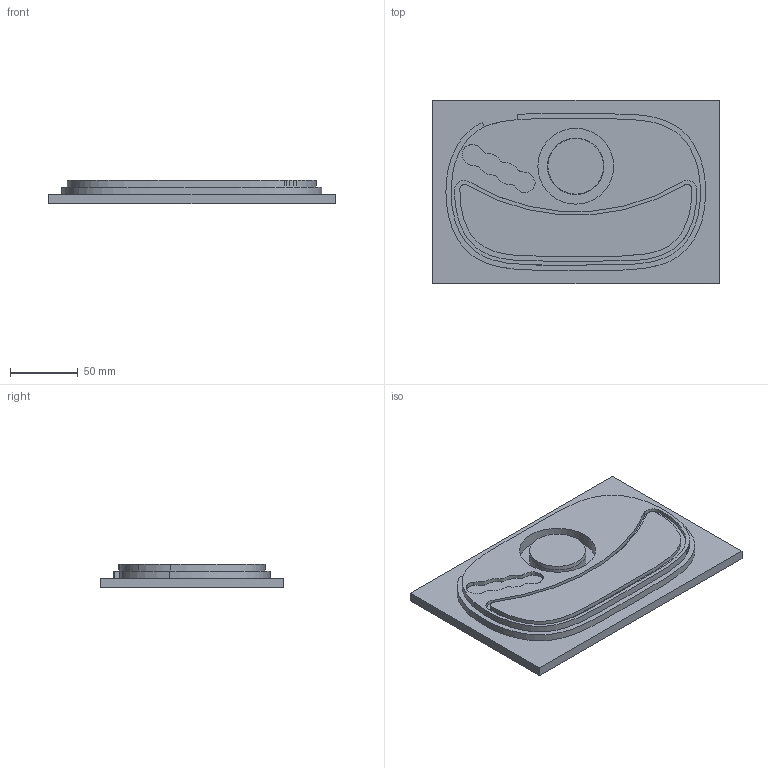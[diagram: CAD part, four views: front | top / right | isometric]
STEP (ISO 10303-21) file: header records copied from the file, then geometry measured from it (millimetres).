
FILE_DESCRIPTION(/* description */ (''),/* implementation_level */ '2;1');
FILE_NAME(/* name */ 'Stylish Belt Synth V4 Wood CNC Top Fixturing Jig.step',/* time_stamp */ '2019-07-12T00:09:10-07:00',/* author */ (''),/* organization */ (''),/* preprocessor_version */ 'ST-DEVELOPER v18',/* originating_system */ 'Autodesk Translation Framework v8.2.0.1029',/* authorisation */ '');
FILE_SCHEMA (('AUTOMOTIVE_DESIGN { 1 0 10303 214 3 1 1 }'));
Length unit declared in the file: millimetre
Products named in the file (2): Front; FrontFixtureJig
Assembly tree (1 placements, depth 2):
  Front
    FrontFixtureJig
Bounding box: 211.35 x 135.24 x 17.35 mm (x, y, z)
Volume: 374653.6 mm3; surface area: 72917.4 mm2
Topology: 1 solids, 1 shells, 60 faces, 156 edges, 104 vertices
Faces by surface type: bspline 31, plane 19, cylinder 9, cone 1
Full cylindrical faces by diameter (mm): 41.67 x1, 56 x1
Entity records: 7072 total; most frequent: CARTESIAN_POINT 5752, ORIENTED_EDGE 312, DIRECTION 171, EDGE_CURVE 156, VERTEX_POINT 104, LINE 69, VECTOR 69, B_SPLINE_CURVE_WITH_KNOTS 68
